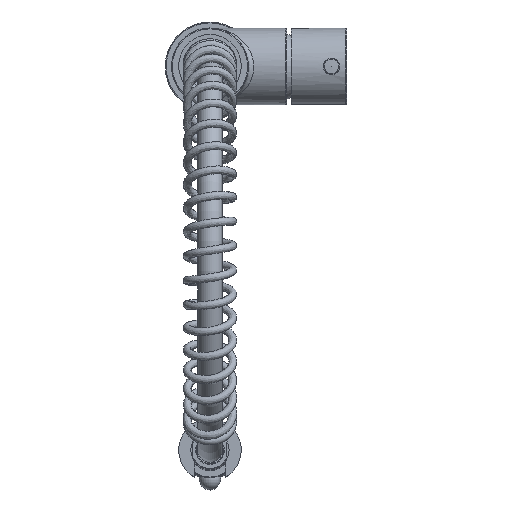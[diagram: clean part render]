
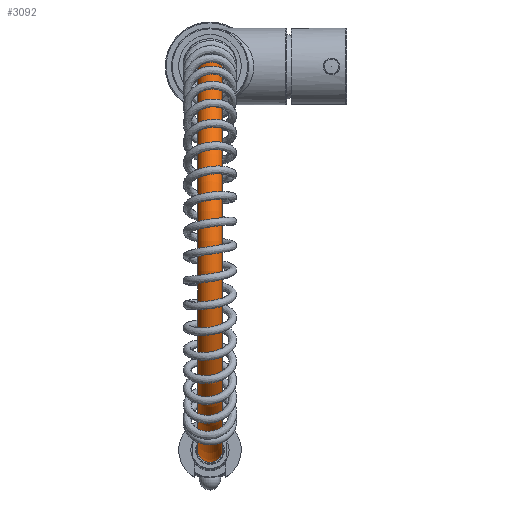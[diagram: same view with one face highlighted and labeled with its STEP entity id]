
A CAD part, top view. The second image highlights one B-rep face of the part: STEP entity #3092.
In plain terms, the highlighted toroidal (fillet/blend) face has major radius 107.5 mm and minor radius 6.85 mm.
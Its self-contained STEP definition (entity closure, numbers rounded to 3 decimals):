
#413=TOROIDAL_SURFACE('',#3769,107.5,6.85);
#812=ORIENTED_EDGE('',*,*,#1482,.F.);
#813=ORIENTED_EDGE('',*,*,#1483,.T.);
#1482=EDGE_CURVE('',#1835,#1835,#2145,.F.);
#1483=EDGE_CURVE('',#1836,#1836,#2146,.F.);
#1835=VERTEX_POINT('',#12280);
#1836=VERTEX_POINT('',#12282);
#2145=CIRCLE('',#3770,6.85);
#2146=CIRCLE('',#3771,6.85);
#2404=EDGE_LOOP('',(#812));
#2405=EDGE_LOOP('',(#813));
#2749=FACE_BOUND('',#2404,.T.);
#2750=FACE_BOUND('',#2405,.T.);
#3092=ADVANCED_FACE('',(#2749,#2750),#413,.T.);
#3769=AXIS2_PLACEMENT_3D('',#12278,#4418,#4419);
#3770=AXIS2_PLACEMENT_3D('',#12279,#4420,#4421);
#3771=AXIS2_PLACEMENT_3D('',#12281,#4422,#4423);
#4418=DIRECTION('',(0.,0.,1.));
#4419=DIRECTION('',(1.,0.,0.));
#4420=DIRECTION('',(0.,1.,0.));
#4421=DIRECTION('',(1.,0.,0.));
#4422=DIRECTION('',(0.,-1.,0.));
#4423=DIRECTION('',(-1.,0.,0.));
#12278=CARTESIAN_POINT('',(-107.5,55.,0.));
#12279=CARTESIAN_POINT('',(-215.,55.,0.));
#12280=CARTESIAN_POINT('',(-208.15,55.,0.));
#12281=CARTESIAN_POINT('',(0.,55.,0.));
#12282=CARTESIAN_POINT('',(-6.85,55.,0.));
